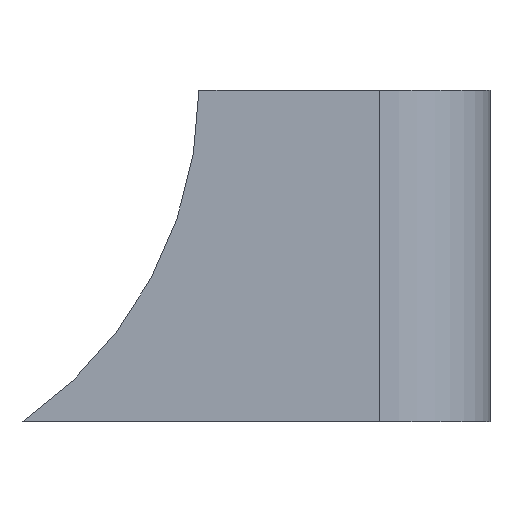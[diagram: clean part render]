
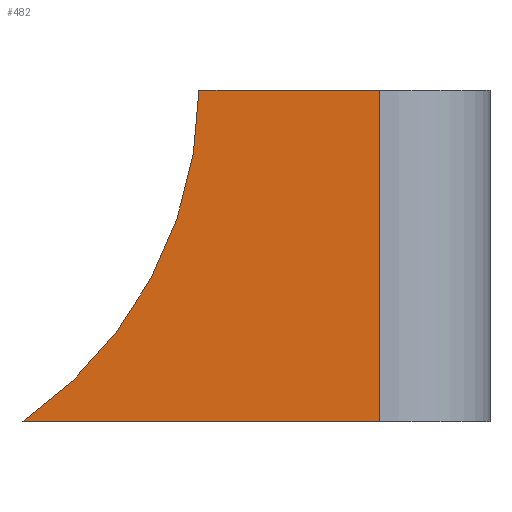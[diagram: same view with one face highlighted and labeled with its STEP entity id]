
A CAD part, front view. The second image highlights one B-rep face of the part: STEP entity #482.
In plain terms, the highlighted planar face has unit normal (0, -1, 0).
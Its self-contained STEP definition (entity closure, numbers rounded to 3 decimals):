
#28=CIRCLE('',#533,11.);
#58=FACE_OUTER_BOUND('',#86,.T.);
#86=EDGE_LOOP('',(#427,#428,#429,#430));
#128=LINE('',#764,#182);
#135=LINE('',#782,#189);
#138=LINE('',#791,#192);
#182=VECTOR('',#618,10.);
#189=VECTOR('',#635,10.);
#192=VECTOR('',#644,10.);
#224=VERTEX_POINT('',#747);
#231=VERTEX_POINT('',#762);
#236=VERTEX_POINT('',#779);
#237=VERTEX_POINT('',#781);
#286=EDGE_CURVE('',#224,#231,#128,.T.);
#295=EDGE_CURVE('',#237,#236,#135,.T.);
#300=EDGE_CURVE('',#237,#231,#138,.T.);
#306=EDGE_CURVE('',#236,#224,#28,.T.);
#427=ORIENTED_EDGE('',*,*,#300,.F.);
#428=ORIENTED_EDGE('',*,*,#295,.T.);
#429=ORIENTED_EDGE('',*,*,#306,.T.);
#430=ORIENTED_EDGE('',*,*,#286,.T.);
#456=PLANE('',#534);
#482=ADVANCED_FACE('',(#58),#456,.T.);
#533=AXIS2_PLACEMENT_3D('',#802,#661,#662);
#534=AXIS2_PLACEMENT_3D('',#803,#663,#664);
#618=DIRECTION('',(1.,0.,0.));
#635=DIRECTION('',(-1.,0.,0.));
#644=DIRECTION('',(0.,0.,-1.));
#661=DIRECTION('center_axis',(0.,1.,0.));
#662=DIRECTION('ref_axis',(0.,0.,-1.));
#663=DIRECTION('center_axis',(0.,-1.,0.));
#664=DIRECTION('ref_axis',(1.,0.,0.));
#747=CARTESIAN_POINT('',(6.31,-52.5,5.));
#762=CARTESIAN_POINT('',(16.,-52.5,5.));
#764=CARTESIAN_POINT('',(-12.5,-52.5,5.));
#779=CARTESIAN_POINT('',(11.108,-52.5,14.));
#781=CARTESIAN_POINT('',(16.,-52.5,14.));
#782=CARTESIAN_POINT('',(-12.5,-52.5,14.));
#791=CARTESIAN_POINT('',(16.,-52.5,0.));
#802=CARTESIAN_POINT('Origin',(0.109,-52.5,14.085));
#803=CARTESIAN_POINT('Origin',(-25.,-52.5,0.));
